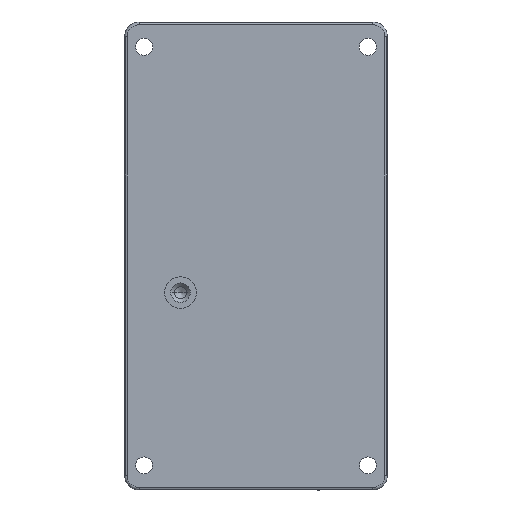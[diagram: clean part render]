
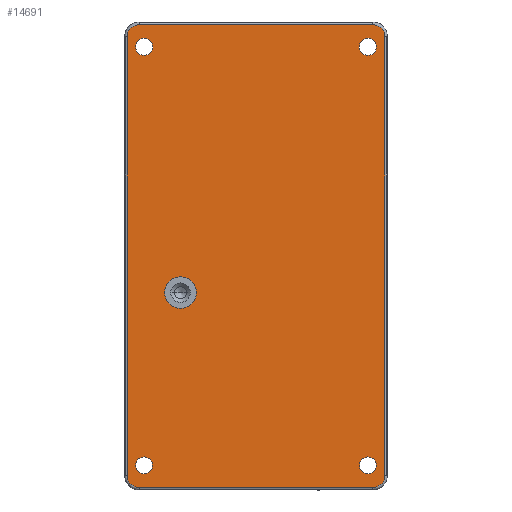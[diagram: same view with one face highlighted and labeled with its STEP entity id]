
A CAD part, top view. The second image highlights one B-rep face of the part: STEP entity #14691.
In plain terms, the highlighted face is planar.
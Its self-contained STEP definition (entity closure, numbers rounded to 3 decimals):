
#11572=CARTESIAN_POINT('',(21.25,-43.,0.0));
#11573=VERTEX_POINT('',#11572);
#11582=CARTESIAN_POINT('',(24.75,-43.,0.0));
#11583=VERTEX_POINT('',#11582);
#11584=CARTESIAN_POINT('',(23.,-43.,0.0));
#11585=DIRECTION('',(0.0,0.0,1.0));
#11586=DIRECTION('',(-1.0,0.0,0.0));
#11587=AXIS2_PLACEMENT_3D('',#11584,#11585,#11586);
#11588=CIRCLE('',#11587,1.75);
#11589=EDGE_CURVE('',#11583,#11573,#11588,.T.);
#11614=CARTESIAN_POINT('',(21.25,43.,0.0));
#11615=VERTEX_POINT('',#11614);
#11624=CARTESIAN_POINT('',(24.75,43.,0.0));
#11625=VERTEX_POINT('',#11624);
#11626=CARTESIAN_POINT('',(23.,43.,0.0));
#11627=DIRECTION('',(0.0,0.0,1.0));
#11628=DIRECTION('',(-1.0,0.0,0.0));
#11629=AXIS2_PLACEMENT_3D('',#11626,#11627,#11628);
#11630=CIRCLE('',#11629,1.75);
#11631=EDGE_CURVE('',#11625,#11615,#11630,.T.);
#11656=CARTESIAN_POINT('',(-24.75,43.,0.0));
#11657=VERTEX_POINT('',#11656);
#11666=CARTESIAN_POINT('',(-21.25,43.,0.0));
#11667=VERTEX_POINT('',#11666);
#11668=CARTESIAN_POINT('',(-23.,43.,0.0));
#11669=DIRECTION('',(0.0,0.0,1.0));
#11670=DIRECTION('',(-1.0,0.0,0.0));
#11671=AXIS2_PLACEMENT_3D('',#11668,#11669,#11670);
#11672=CIRCLE('',#11671,1.75);
#11673=EDGE_CURVE('',#11667,#11657,#11672,.T.);
#11698=CARTESIAN_POINT('',(-24.75,-43.,0.0));
#11699=VERTEX_POINT('',#11698);
#11708=CARTESIAN_POINT('',(-21.25,-43.,0.0));
#11709=VERTEX_POINT('',#11708);
#11710=CARTESIAN_POINT('',(-23.,-43.,0.0));
#11711=DIRECTION('',(0.0,0.0,1.0));
#11712=DIRECTION('',(-1.0,0.0,0.0));
#11713=AXIS2_PLACEMENT_3D('',#11710,#11711,#11712);
#11714=CIRCLE('',#11713,1.75);
#11715=EDGE_CURVE('',#11709,#11699,#11714,.T.);
#12619=CARTESIAN_POINT('',(18.75,-7.5,0.0));
#12620=VERTEX_POINT('',#12619);
#12636=CARTESIAN_POINT('',(12.25,-7.5,0.0));
#12637=VERTEX_POINT('',#12636);
#12644=CARTESIAN_POINT('',(15.5,-7.5,0.0));
#12645=DIRECTION('',(0.0,0.0,1.0));
#12646=DIRECTION('',(1.0,0.0,0.0));
#12647=AXIS2_PLACEMENT_3D('',#12644,#12645,#12646);
#12648=CIRCLE('',#12647,3.25);
#12649=EDGE_CURVE('',#12620,#12637,#12648,.T.);
#13789=CARTESIAN_POINT('',(15.5,-7.5,0.0));
#13790=DIRECTION('',(0.0,0.0,1.0));
#13791=DIRECTION('',(1.0,0.0,0.0));
#13792=AXIS2_PLACEMENT_3D('',#13789,#13790,#13791);
#13793=CIRCLE('',#13792,3.25);
#13794=EDGE_CURVE('',#12637,#12620,#13793,.T.);
#14282=CARTESIAN_POINT('',(-26.5,-45.05,0.0));
#14283=VERTEX_POINT('',#14282);
#14291=CARTESIAN_POINT('',(-24.,-47.55,0.0));
#14292=VERTEX_POINT('',#14291);
#14293=CARTESIAN_POINT('',(-24.,-45.05,0.0));
#14294=DIRECTION('',(0.0,0.0,1.));
#14295=DIRECTION('',(-0.707,-0.707,0.0));
#14296=AXIS2_PLACEMENT_3D('',#14293,#14294,#14295);
#14297=CIRCLE('',#14296,2.5);
#14298=EDGE_CURVE('',#14283,#14292,#14297,.T.);
#14325=CARTESIAN_POINT('',(-26.5,45.05,0.0));
#14326=VERTEX_POINT('',#14325);
#14334=CARTESIAN_POINT('',(-26.5,45.05,0.0));
#14335=DIRECTION('',(0.0,-1.0,0.0));
#14336=VECTOR('',#14335,90.1);
#14337=LINE('',#14334,#14336);
#14338=EDGE_CURVE('',#14326,#14283,#14337,.T.);
#14351=CARTESIAN_POINT('',(24.0,-47.55,0.0));
#14352=VERTEX_POINT('',#14351);
#14353=CARTESIAN_POINT('',(-24.,-47.55,0.0));
#14354=DIRECTION('',(1.0,0.0,0.0));
#14355=VECTOR('',#14354,48.);
#14356=LINE('',#14353,#14355);
#14357=EDGE_CURVE('',#14292,#14352,#14356,.T.);
#14375=CARTESIAN_POINT('',(-24.0,47.55,0.0));
#14376=VERTEX_POINT('',#14375);
#14384=CARTESIAN_POINT('',(-24.0,45.05,0.0));
#14385=DIRECTION('',(0.0,0.0,1.));
#14386=DIRECTION('',(-0.707,0.707,0.0));
#14387=AXIS2_PLACEMENT_3D('',#14384,#14385,#14386);
#14388=CIRCLE('',#14387,2.5);
#14389=EDGE_CURVE('',#14376,#14326,#14388,.T.);
#14409=CARTESIAN_POINT('',(26.5,-45.05,0.0));
#14410=VERTEX_POINT('',#14409);
#14429=CARTESIAN_POINT('',(24.0,-45.05,0.0));
#14430=DIRECTION('',(0.0,0.0,1.));
#14431=DIRECTION('',(0.707,-0.707,0.0));
#14432=AXIS2_PLACEMENT_3D('',#14429,#14430,#14431);
#14433=CIRCLE('',#14432,2.5);
#14434=EDGE_CURVE('',#14352,#14410,#14433,.T.);
#14445=CARTESIAN_POINT('',(24.,47.55,0.0));
#14446=VERTEX_POINT('',#14445);
#14454=CARTESIAN_POINT('',(24.,47.55,0.0));
#14455=DIRECTION('',(-1.0,0.0,0.0));
#14456=VECTOR('',#14455,48.0);
#14457=LINE('',#14454,#14456);
#14458=EDGE_CURVE('',#14446,#14376,#14457,.T.);
#14471=CARTESIAN_POINT('',(26.5,45.05,0.0));
#14472=VERTEX_POINT('',#14471);
#14473=CARTESIAN_POINT('',(26.5,-45.05,0.0));
#14474=DIRECTION('',(0.0,1.0,0.0));
#14475=VECTOR('',#14474,90.1);
#14476=LINE('',#14473,#14475);
#14477=EDGE_CURVE('',#14410,#14472,#14476,.T.);
#14505=CARTESIAN_POINT('',(24.,45.05,0.0));
#14506=DIRECTION('',(0.0,0.0,1.0));
#14507=DIRECTION('',(0.707,0.707,0.0));
#14508=AXIS2_PLACEMENT_3D('',#14505,#14506,#14507);
#14509=CIRCLE('',#14508,2.5);
#14510=EDGE_CURVE('',#14472,#14446,#14509,.T.);
#14632=CARTESIAN_POINT('',(0.0,0.,0.0));
#14633=DIRECTION('',(0.0,0.0,1.0));
#14634=DIRECTION('',(1.0,0.0,0.0));
#14635=AXIS2_PLACEMENT_3D('',#14632,#14633,#14634);
#14636=PLANE('',#14635);
#14637=ORIENTED_EDGE('',*,*,#14298,.F.);
#14638=ORIENTED_EDGE('',*,*,#14338,.F.);
#14639=ORIENTED_EDGE('',*,*,#14389,.F.);
#14640=ORIENTED_EDGE('',*,*,#14458,.F.);
#14641=ORIENTED_EDGE('',*,*,#14510,.F.);
#14642=ORIENTED_EDGE('',*,*,#14477,.F.);
#14643=ORIENTED_EDGE('',*,*,#14434,.F.);
#14644=ORIENTED_EDGE('',*,*,#14357,.F.);
#14645=EDGE_LOOP('',(#14637,#14638,#14639,#14640,#14641,#14642,#14643,#14644));
#14646=FACE_OUTER_BOUND('',#14645,.T.);
#14647=ORIENTED_EDGE('',*,*,#13794,.T.);
#14648=ORIENTED_EDGE('',*,*,#12649,.T.);
#14649=EDGE_LOOP('',(#14647,#14648));
#14650=FACE_BOUND('',#14649,.T.);
#14651=ORIENTED_EDGE('',*,*,#11589,.T.);
#14652=CARTESIAN_POINT('',(23.,-43.,0.0));
#14653=DIRECTION('',(0.0,0.0,1.0));
#14654=DIRECTION('',(-1.0,0.0,0.0));
#14655=AXIS2_PLACEMENT_3D('',#14652,#14653,#14654);
#14656=CIRCLE('',#14655,1.75);
#14657=EDGE_CURVE('',#11573,#11583,#14656,.T.);
#14658=ORIENTED_EDGE('',*,*,#14657,.T.);
#14659=EDGE_LOOP('',(#14651,#14658));
#14660=FACE_BOUND('',#14659,.T.);
#14661=ORIENTED_EDGE('',*,*,#11631,.T.);
#14662=CARTESIAN_POINT('',(23.,43.,0.0));
#14663=DIRECTION('',(0.0,0.0,1.0));
#14664=DIRECTION('',(-1.0,0.0,0.0));
#14665=AXIS2_PLACEMENT_3D('',#14662,#14663,#14664);
#14666=CIRCLE('',#14665,1.75);
#14667=EDGE_CURVE('',#11615,#11625,#14666,.T.);
#14668=ORIENTED_EDGE('',*,*,#14667,.T.);
#14669=EDGE_LOOP('',(#14661,#14668));
#14670=FACE_BOUND('',#14669,.T.);
#14671=ORIENTED_EDGE('',*,*,#11673,.T.);
#14672=CARTESIAN_POINT('',(-23.,43.,0.0));
#14673=DIRECTION('',(0.0,0.0,1.0));
#14674=DIRECTION('',(-1.0,0.0,0.0));
#14675=AXIS2_PLACEMENT_3D('',#14672,#14673,#14674);
#14676=CIRCLE('',#14675,1.75);
#14677=EDGE_CURVE('',#11657,#11667,#14676,.T.);
#14678=ORIENTED_EDGE('',*,*,#14677,.T.);
#14679=EDGE_LOOP('',(#14671,#14678));
#14680=FACE_BOUND('',#14679,.T.);
#14681=ORIENTED_EDGE('',*,*,#11715,.T.);
#14682=CARTESIAN_POINT('',(-23.,-43.,0.0));
#14683=DIRECTION('',(0.0,0.0,1.0));
#14684=DIRECTION('',(-1.0,0.0,0.0));
#14685=AXIS2_PLACEMENT_3D('',#14682,#14683,#14684);
#14686=CIRCLE('',#14685,1.75);
#14687=EDGE_CURVE('',#11699,#11709,#14686,.T.);
#14688=ORIENTED_EDGE('',*,*,#14687,.T.);
#14689=EDGE_LOOP('',(#14681,#14688));
#14690=FACE_BOUND('',#14689,.T.);
#14691=ADVANCED_FACE('',(#14646,#14650,#14660,#14670,#14680,#14690),#14636,.F.);
